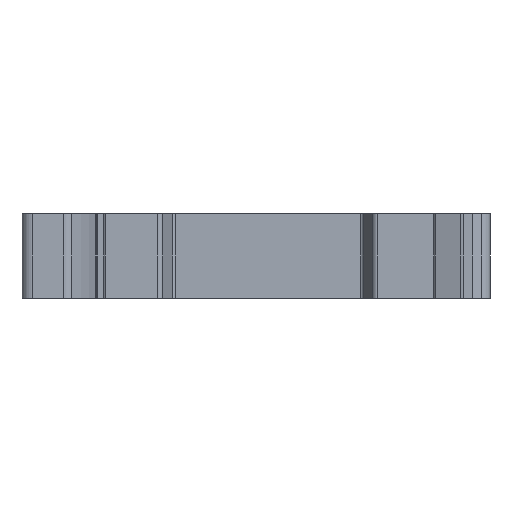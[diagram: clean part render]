
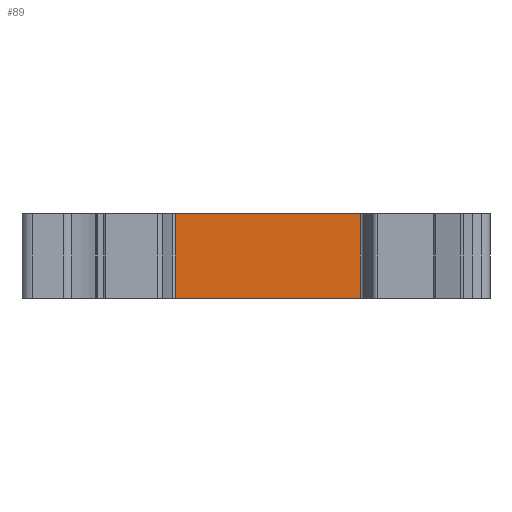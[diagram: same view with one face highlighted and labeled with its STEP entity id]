
A CAD part, front view. The second image highlights one B-rep face of the part: STEP entity #89.
In plain terms, the highlighted planar face has unit normal (0, -1, 0).
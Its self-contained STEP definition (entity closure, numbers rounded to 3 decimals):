
#89 = ADVANCED_FACE ( 'NONE', ( #2333 ), #1984, .F. ) ;
#514 = VERTEX_POINT ( 'NONE', #4605 ) ;
#693 = CARTESIAN_POINT ( 'NONE',  ( 13.813, -9.001, 0. ) ) ;
#710 = DIRECTION ( 'NONE',  ( -1., 0., 0. ) ) ;
#900 = CARTESIAN_POINT ( 'NONE',  ( -8.746, -9.001, 0. ) ) ;
#995 = ORIENTED_EDGE ( 'NONE', *, *, #5679, .F. ) ;
#1315 = EDGE_LOOP ( 'NONE', ( #6074, #6831, #3271, #995 ) ) ;
#1649 = AXIS2_PLACEMENT_3D ( 'NONE', #2059, #1950, #1930 ) ;
#1847 = DIRECTION ( 'NONE',  ( 0., 0., -1. ) ) ;
#1930 = DIRECTION ( 'NONE',  ( 0., 0., 1. ) ) ;
#1950 = DIRECTION ( 'NONE',  ( 0., 1., 0. ) ) ;
#1976 = VERTEX_POINT ( 'NONE', #900 ) ;
#1984 = PLANE ( 'NONE',  #1649 ) ;
#2059 = CARTESIAN_POINT ( 'NONE',  ( -8.746, -9.001, 8. ) ) ;
#2333 = FACE_OUTER_BOUND ( 'NONE', #1315, .T. ) ;
#2388 = CARTESIAN_POINT ( 'NONE',  ( 8.746, -9.001, 8. ) ) ;
#2443 = LINE ( 'NONE', #693, #2457 ) ;
#2457 = VECTOR ( 'NONE', #710, 1000. ) ;
#2592 = VECTOR ( 'NONE', #1847, 1000. ) ;
#2630 = LINE ( 'NONE', #2388, #2592 ) ;
#2787 = DIRECTION ( 'NONE',  ( 1., 0., 0. ) ) ;
#2882 = CARTESIAN_POINT ( 'NONE',  ( 13.813, -9.001, 8. ) ) ;
#3012 = CARTESIAN_POINT ( 'NONE',  ( 8.746, -9.001, 0. ) ) ;
#3150 = VECTOR ( 'NONE', #6185, 1000. ) ;
#3181 = LINE ( 'NONE', #6545, #3150 ) ;
#3271 = ORIENTED_EDGE ( 'NONE', *, *, #5792, .F. ) ;
#3526 = CARTESIAN_POINT ( 'NONE',  ( 8.746, -9.001, 8. ) ) ;
#4232 = VERTEX_POINT ( 'NONE', #3012 ) ;
#4233 = EDGE_CURVE ( 'NONE', #514, #4704, #4353, .T. ) ;
#4345 = VECTOR ( 'NONE', #2787, 1000. ) ;
#4353 = LINE ( 'NONE', #2882, #4345 ) ;
#4605 = CARTESIAN_POINT ( 'NONE',  ( -8.746, -9.001, 8. ) ) ;
#4704 = VERTEX_POINT ( 'NONE', #3526 ) ;
#5279 = EDGE_CURVE ( 'NONE', #1976, #514, #3181, .T. ) ;
#5679 = EDGE_CURVE ( 'NONE', #4704, #4232, #2630, .T. ) ;
#5792 = EDGE_CURVE ( 'NONE', #4232, #1976, #2443, .T. ) ;
#6074 = ORIENTED_EDGE ( 'NONE', *, *, #4233, .F. ) ;
#6185 = DIRECTION ( 'NONE',  ( 0., 0., 1. ) ) ;
#6545 = CARTESIAN_POINT ( 'NONE',  ( -8.746, -9.001, 8. ) ) ;
#6831 = ORIENTED_EDGE ( 'NONE', *, *, #5279, .F. ) ;
